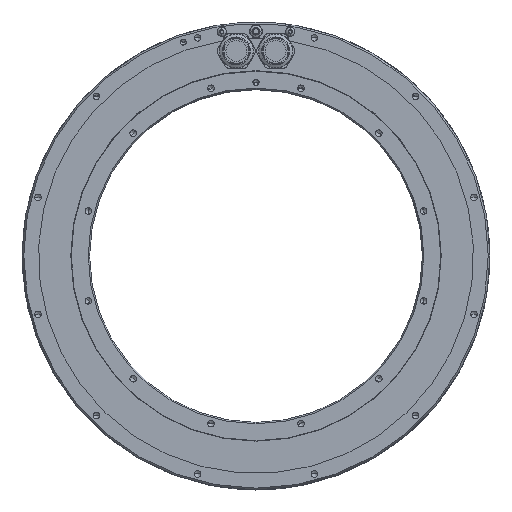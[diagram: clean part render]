
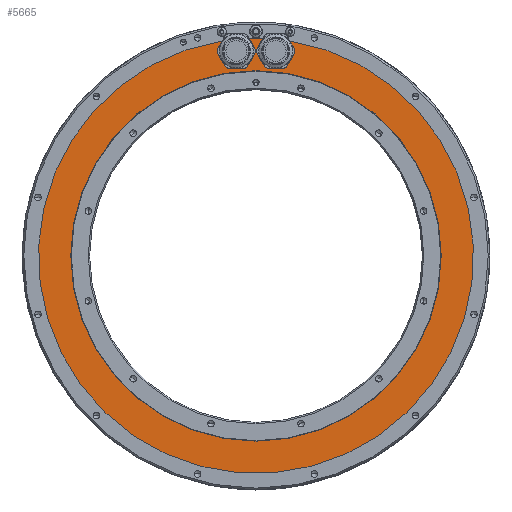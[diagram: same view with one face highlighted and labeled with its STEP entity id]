
A CAD part, top view. The second image highlights one B-rep face of the part: STEP entity #5665.
In plain terms, the highlighted planar face has unit normal (0, 0, 1).
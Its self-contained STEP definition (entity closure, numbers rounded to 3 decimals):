
#44=DIRECTION('',(0.5,-0.866,0.));
#45=VECTOR('',#44,9.048);
#46=CARTESIAN_POINT('',(-38.25,207.318,-0.15));
#47=LINE('',#46,#45);
#48=CARTESIAN_POINT('',(-20.4,212.4,-0.15));
#49=DIRECTION('',(0.,0.,1.));
#50=DIRECTION('',(-0.718,-0.696,0.));
#51=AXIS2_PLACEMENT_3D('',#48,#49,#50);
#53=DIRECTION('',(-1.,0.,0.));
#54=VECTOR('',#53,9.048);
#55=CARTESIAN_POINT('',(-15.876,194.4,-0.15));
#56=LINE('',#55,#54);
#57=CARTESIAN_POINT('',(-20.4,212.4,-0.15));
#58=DIRECTION('',(0.,0.,1.));
#59=DIRECTION('',(0.244,-0.97,0.));
#60=AXIS2_PLACEMENT_3D('',#57,#58,#59);
#62=DIRECTION('',(-0.5,-0.866,0.));
#63=VECTOR('',#62,9.048);
#64=CARTESIAN_POINT('',(-2.55,207.318,-0.15));
#65=LINE('',#64,#63);
#66=CARTESIAN_POINT('',(-20.4,212.4,-0.15));
#67=DIRECTION('',(0.,0.,1.));
#68=DIRECTION('',(0.962,-0.274,0.));
#69=AXIS2_PLACEMENT_3D('',#66,#67,#68);
#71=DIRECTION('',(0.5,-0.866,0.));
#72=VECTOR('',#71,9.101);
#73=CARTESIAN_POINT('',(-7.1,225.364,-0.15));
#74=LINE('',#73,#72);
#75=DIRECTION('',(-0.5,-0.866,0.));
#76=VECTOR('',#75,9.101);
#77=CARTESIAN_POINT('',(7.1,225.364,-0.15));
#78=LINE('',#77,#76);
#79=CARTESIAN_POINT('',(20.4,212.4,-0.15));
#80=DIRECTION('',(0.,0.,1.));
#81=DIRECTION('',(-0.962,0.274,0.));
#82=AXIS2_PLACEMENT_3D('',#79,#80,#81);
#84=DIRECTION('',(0.5,-0.866,0.));
#85=VECTOR('',#84,9.048);
#86=CARTESIAN_POINT('',(2.55,207.318,-0.15));
#87=LINE('',#86,#85);
#88=CARTESIAN_POINT('',(20.4,212.4,-0.15));
#89=DIRECTION('',(0.,0.,1.));
#90=DIRECTION('',(-0.718,-0.696,0.));
#91=AXIS2_PLACEMENT_3D('',#88,#89,#90);
#93=DIRECTION('',(-1.,0.,0.));
#94=VECTOR('',#93,9.048);
#95=CARTESIAN_POINT('',(24.924,194.4,-0.15));
#96=LINE('',#95,#94);
#97=CARTESIAN_POINT('',(20.4,212.4,-0.15));
#98=DIRECTION('',(0.,0.,1.));
#99=DIRECTION('',(0.244,-0.97,0.));
#100=AXIS2_PLACEMENT_3D('',#97,#98,#99);
#102=DIRECTION('',(-0.5,-0.866,0.));
#103=VECTOR('',#102,9.048);
#104=CARTESIAN_POINT('',(38.25,207.318,-0.15));
#105=LINE('',#104,#103);
#106=CARTESIAN_POINT('',(20.4,212.4,-0.15));
#107=DIRECTION('',(0.,0.,1.));
#108=DIRECTION('',(0.962,-0.274,0.));
#109=AXIS2_PLACEMENT_3D('',#106,#107,#108);
#111=DIRECTION('',(0.5,-0.866,0.));
#112=VECTOR('',#111,6.063);
#113=CARTESIAN_POINT('',(35.219,222.733,-0.15));
#114=LINE('',#113,#112);
#115=DIRECTION('',(-0.5,-0.866,0.));
#116=VECTOR('',#115,6.063);
#117=CARTESIAN_POINT('',(-35.219,222.733,
-0.15));
#118=LINE('',#117,#116);
#119=CARTESIAN_POINT('',(-20.4,212.4,-0.15));
#120=DIRECTION('',(0.,0.,1.));
#121=DIRECTION('',(-0.962,0.274,0.));
#122=AXIS2_PLACEMENT_3D('',#119,#120,#121);
#133=CARTESIAN_POINT('',(0.,0.,-0.15));
#134=DIRECTION('',(0.,0.,1.));
#135=DIRECTION('',(-1.,0.,0.));
#136=AXIS2_PLACEMENT_3D('',#133,#134,#135);
#1713=CARTESIAN_POINT('',(0.,0.,-0.15));
#1714=DIRECTION('',(0.,0.,1.));
#1715=DIRECTION('',(0.031,1.,0.));
#1716=AXIS2_PLACEMENT_3D('',#1713,#1714,#1715);
#1722=CARTESIAN_POINT('',(0.,0.,-0.15));
#1723=DIRECTION('',(0.,0.,1.));
#1724=DIRECTION('',(-0.156,0.988,0.));
#1725=AXIS2_PLACEMENT_3D('',#1722,#1723,#1724);
#4385=CARTESIAN_POINT('',(0.,0.,-0.15));
#4386=DIRECTION('',(0.,0.,1.));
#4387=DIRECTION('',(1.,0.,0.));
#4388=AXIS2_PLACEMENT_3D('',#4385,#4386,#4387);
#4860=CARTESIAN_POINT('',(-192.045,0.,-0.15));
#4861=CARTESIAN_POINT('',(192.045,0.,-0.15));
#4862=VERTEX_POINT('',#4860);
#4863=VERTEX_POINT('',#4861);
#5056=CARTESIAN_POINT('',(35.219,222.733,
-0.15));
#5057=VERTEX_POINT('',#5056);
#5058=CARTESIAN_POINT('',(7.1,225.364,
-0.15));
#5059=VERTEX_POINT('',#5058);
#5060=CARTESIAN_POINT('',(2.55,207.318,
-0.15));
#5061=CARTESIAN_POINT('',(7.073,199.482,
-0.15));
#5062=VERTEX_POINT('',#5060);
#5063=VERTEX_POINT('',#5061);
#5064=CARTESIAN_POINT('',(15.876,194.4,-0.15));
#5065=VERTEX_POINT('',#5064);
#5066=CARTESIAN_POINT('',(2.55,217.482,
-0.15));
#5067=VERTEX_POINT('',#5066);
#5068=CARTESIAN_POINT('',(38.25,207.318,
-0.15));
#5069=CARTESIAN_POINT('',(33.727,199.482,
-0.15));
#5070=VERTEX_POINT('',#5068);
#5071=VERTEX_POINT('',#5069);
#5072=CARTESIAN_POINT('',(38.25,217.482,
-0.15));
#5073=VERTEX_POINT('',#5072);
#5074=CARTESIAN_POINT('',(24.924,194.4,-0.15));
#5075=VERTEX_POINT('',#5074);
#5242=CARTESIAN_POINT('',(-7.1,225.364,
-0.15));
#5243=VERTEX_POINT('',#5242);
#5244=CARTESIAN_POINT('',(-35.219,222.733,
-0.15));
#5245=VERTEX_POINT('',#5244);
#5246=CARTESIAN_POINT('',(-38.25,207.318,
-0.15));
#5247=CARTESIAN_POINT('',(-33.727,199.482,
-0.15));
#5248=VERTEX_POINT('',#5246);
#5249=VERTEX_POINT('',#5247);
#5250=CARTESIAN_POINT('',(-24.924,194.4,-0.15));
#5251=VERTEX_POINT('',#5250);
#5252=CARTESIAN_POINT('',(-38.25,217.482,
-0.15));
#5253=VERTEX_POINT('',#5252);
#5254=CARTESIAN_POINT('',(-2.55,207.318,
-0.15));
#5255=CARTESIAN_POINT('',(-7.073,199.482,
-0.15));
#5256=VERTEX_POINT('',#5254);
#5257=VERTEX_POINT('',#5255);
#5258=CARTESIAN_POINT('',(-2.55,217.482,
-0.15));
#5259=VERTEX_POINT('',#5258);
#5260=CARTESIAN_POINT('',(-15.876,194.4,-0.15));
#5261=VERTEX_POINT('',#5260);
#5613=CARTESIAN_POINT('',(0.,0.,-0.15));
#5614=DIRECTION('',(0.,0.,1.));
#5615=DIRECTION('',(1.,0.,0.));
#5616=AXIS2_PLACEMENT_3D('',#5613,#5614,#5615);
#5617=PLANE('',#5616);
#5619=ORIENTED_EDGE('',*,*,#5618,.T.);
#5621=ORIENTED_EDGE('',*,*,#5620,.T.);
#5622=ORIENTED_EDGE('',*,*,#5591,.F.);
#5624=ORIENTED_EDGE('',*,*,#5623,.T.);
#5626=ORIENTED_EDGE('',*,*,#5625,.F.);
#5628=ORIENTED_EDGE('',*,*,#5627,.T.);
#5630=ORIENTED_EDGE('',*,*,#5629,.F.);
#5632=ORIENTED_EDGE('',*,*,#5631,.F.);
#5634=ORIENTED_EDGE('',*,*,#5633,.T.);
#5636=ORIENTED_EDGE('',*,*,#5635,.T.);
#5638=ORIENTED_EDGE('',*,*,#5637,.T.);
#5640=ORIENTED_EDGE('',*,*,#5639,.T.);
#5642=ORIENTED_EDGE('',*,*,#5641,.F.);
#5644=ORIENTED_EDGE('',*,*,#5643,.T.);
#5646=ORIENTED_EDGE('',*,*,#5645,.F.);
#5648=ORIENTED_EDGE('',*,*,#5647,.T.);
#5650=ORIENTED_EDGE('',*,*,#5649,.F.);
#5652=ORIENTED_EDGE('',*,*,#5651,.F.);
#5654=ORIENTED_EDGE('',*,*,#5653,.T.);
#5656=ORIENTED_EDGE('',*,*,#5655,.T.);
#5657=EDGE_LOOP('',(#5619,#5621,#5622,#5624,#5626,#5628,#5630,#5632,#5634,#5636,
#5638,#5640,#5642,#5644,#5646,#5648,#5650,#5652,#5654,#5656));
#5658=FACE_OUTER_BOUND('',#5657,.F.);
#5660=ORIENTED_EDGE('',*,*,#5659,.T.);
#5662=ORIENTED_EDGE('',*,*,#5661,.T.);
#5663=EDGE_LOOP('',(#5660,#5662));
#5664=FACE_BOUND('',#5663,.F.);
#5665=ADVANCED_FACE('',(#5658,#5664),#5617,.T.);
#52=CIRCLE('',#51,18.56);
#61=CIRCLE('',#60,18.56);
#70=CIRCLE('',#69,18.56);
#83=CIRCLE('',#82,18.56);
#92=CIRCLE('',#91,18.56);
#101=CIRCLE('',#100,18.56);
#110=CIRCLE('',#109,18.56);
#123=CIRCLE('',#122,18.56);
#137=CIRCLE('',#136,192.045);
#1717=CIRCLE('',#1716,225.5);
#1726=CIRCLE('',#1725,225.5);
#4389=CIRCLE('',#4388,192.045);
#5591=EDGE_CURVE('',#5261,#5251,#56,.T.);
#5618=EDGE_CURVE('',#5248,#5249,#47,.T.);
#5620=EDGE_CURVE('',#5249,#5251,#52,.T.);
#5623=EDGE_CURVE('',#5261,#5257,#61,.T.);
#5625=EDGE_CURVE('',#5256,#5257,#65,.T.);
#5627=EDGE_CURVE('',#5256,#5259,#70,.T.);
#5629=EDGE_CURVE('',#5243,#5259,#74,.T.);
#5631=EDGE_CURVE('',#5059,#5243,#1717,.T.);
#5633=EDGE_CURVE('',#5059,#5067,#78,.T.);
#5635=EDGE_CURVE('',#5067,#5062,#83,.T.);
#5637=EDGE_CURVE('',#5062,#5063,#87,.T.);
#5639=EDGE_CURVE('',#5063,#5065,#92,.T.);
#5641=EDGE_CURVE('',#5075,#5065,#96,.T.);
#5643=EDGE_CURVE('',#5075,#5071,#101,.T.);
#5645=EDGE_CURVE('',#5070,#5071,#105,.T.);
#5647=EDGE_CURVE('',#5070,#5073,#110,.T.);
#5649=EDGE_CURVE('',#5057,#5073,#114,.T.);
#5651=EDGE_CURVE('',#5245,#5057,#1726,.T.);
#5653=EDGE_CURVE('',#5245,#5253,#118,.T.);
#5655=EDGE_CURVE('',#5253,#5248,#123,.T.);
#5659=EDGE_CURVE('',#4862,#4863,#137,.T.);
#5661=EDGE_CURVE('',#4863,#4862,#4389,.T.);
